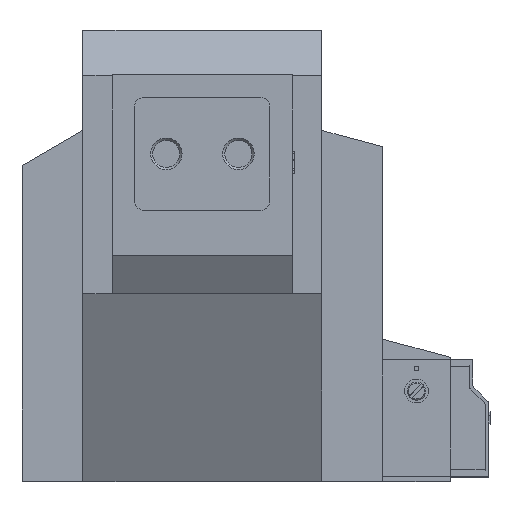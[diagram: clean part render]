
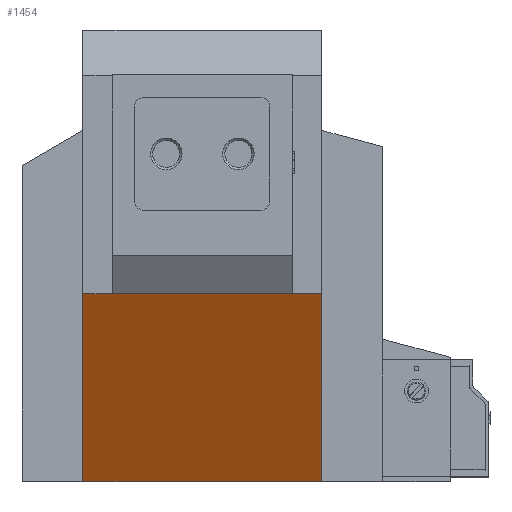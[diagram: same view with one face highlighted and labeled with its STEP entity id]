
A CAD part, top view. The second image highlights one B-rep face of the part: STEP entity #1454.
In plain terms, the highlighted planar face has unit normal (0, -0.477, 0.879).
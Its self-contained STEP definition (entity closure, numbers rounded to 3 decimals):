
#1454=ADVANCED_FACE('',(#23482),#23484,.F.);
#23482=FACE_BOUND('',#23483,.T.);
#23483=EDGE_LOOP('',(#41835,#41836,#41837,#41838,#41839,#41840));
#23484=PLANE('',#23485);
#23485=AXIS2_PLACEMENT_3D('',#23486,#23487,#23488);
#23486=CARTESIAN_POINT('',(58.454,-102.25,225.));
#23487=DIRECTION('',(0.,0.477,-0.879));
#23488=DIRECTION('',(-1.,0.,0.));
#41835=ORIENTED_EDGE('',*,*,#55444,.F.);
#41836=ORIENTED_EDGE('',*,*,#54540,.F.);
#41837=ORIENTED_EDGE('',*,*,#55445,.F.);
#41838=ORIENTED_EDGE('',*,*,#55446,.F.);
#41839=ORIENTED_EDGE('',*,*,#55447,.F.);
#41840=ORIENTED_EDGE('',*,*,#55448,.F.);
#54540=EDGE_CURVE('',#61481,#61483,#61484,.T.);
#55444=EDGE_CURVE('',#61483,#63284,#63285,.T.);
#55445=EDGE_CURVE('',#63286,#61481,#63287,.T.);
#55446=EDGE_CURVE('',#63288,#63286,#63289,.T.);
#55447=EDGE_CURVE('',#63290,#63288,#63291,.T.);
#55448=EDGE_CURVE('',#63284,#63290,#63292,.T.);
#61481=VERTEX_POINT('',#73195);
#61483=VERTEX_POINT('',#73199);
#61484=LINE('',#73200,#73201);
#63284=VERTEX_POINT('',#77407);
#63285=LINE('',#77408,#77409);
#63286=VERTEX_POINT('',#77411);
#63287=LINE('',#77412,#77413);
#63288=VERTEX_POINT('',#77415);
#63289=LINE('',#77416,#77417);
#63290=VERTEX_POINT('',#77419);
#63291=LINE('',#77420,#77421);
#63292=LINE('',#77423,#77424);
#73195=CARTESIAN_POINT('',(58.454,-102.25,225.));
#73199=CARTESIAN_POINT('',(-47.546,-102.25,225.));
#73200=CARTESIAN_POINT('',(58.454,-102.25,225.));
#73201=VECTOR('',#73202,1.);
#73202=DIRECTION('',(-1.,0.,0.));
#77407=CARTESIAN_POINT('',(-47.546,-19.25,270.));
#77408=CARTESIAN_POINT('',(-47.546,-102.25,225.));
#77409=VECTOR('',#77410,1.);
#77410=DIRECTION('',(0.,0.879,0.477));
#77411=CARTESIAN_POINT('',(58.454,-19.25,270.));
#77412=CARTESIAN_POINT('',(58.454,-19.25,270.));
#77413=VECTOR('',#77414,1.);
#77414=DIRECTION('',(0.,-0.879,-0.477));
#77415=CARTESIAN_POINT('',(45.454,-19.25,270.));
#77416=CARTESIAN_POINT('',(45.454,-19.25,270.));
#77417=VECTOR('',#77418,1.);
#77418=DIRECTION('',(1.,0.,0.));
#77419=CARTESIAN_POINT('',(-34.546,-19.25,270.));
#77420=CARTESIAN_POINT('',(-34.546,-19.25,270.));
#77421=VECTOR('',#77422,1.);
#77422=DIRECTION('',(1.,0.,0.));
#77423=CARTESIAN_POINT('',(-47.546,-19.25,270.));
#77424=VECTOR('',#77425,1.);
#77425=DIRECTION('',(1.,0.,0.));
